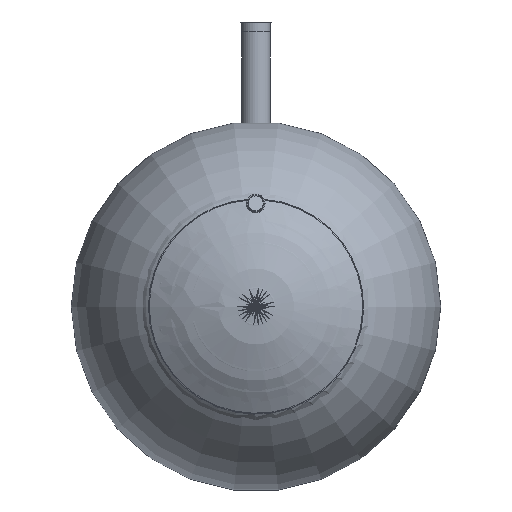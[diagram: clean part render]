
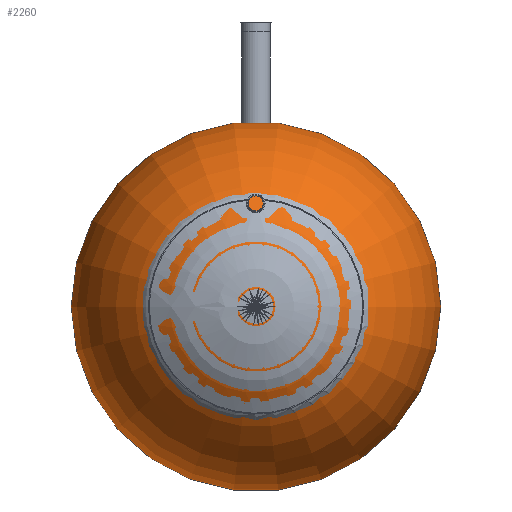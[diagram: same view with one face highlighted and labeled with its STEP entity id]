
A CAD part, front view. The second image highlights one B-rep face of the part: STEP entity #2260.
In plain terms, the highlighted toroidal (fillet/blend) face has major radius 2.49 mm and minor radius 1280 mm.
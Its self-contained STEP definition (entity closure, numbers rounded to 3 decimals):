
#330=VERTEX_LOOP('',#1406);
#332=DEGENERATE_TOROIDAL_SURFACE('',#2563,2.49,1280.,.T.);
#497=B_SPLINE_CURVE_WITH_KNOTS('',3,(#3800,#3801,#3802,#3803,#3804,#3805,
#3806,#3807,#3808,#3809,#3810,#3811,#3812,#3813,#3814,#3815,#3816,#3817,
#3818,#3819,#3820,#3821,#3822,#3823,#3824,#3825,#3826,#3827,#3828,#3829,
#3830,#3831,#3832,#3833,#3834,#3835),.UNSPECIFIED.,.F.,.F.,(4,1,1,1,1,1,
1,1,1,1,1,1,1,1,1,1,1,1,1,1,1,1,1,1,1,1,1,1,1,1,1,1,1,4),(0.,
0.015,0.023,0.031,0.038,
0.046,0.054,0.061,0.069,
0.076,0.084,0.092,0.096,
0.099,0.107,0.115,0.118,
0.122,0.13,0.138,0.145,
0.153,0.161,0.168,0.176,
0.183,0.191,0.199,0.206,
0.214,0.222,0.229,0.237,
0.245),.UNSPECIFIED.);
#513=ORIENTED_EDGE('',*,*,#1105,.F.);
#514=ORIENTED_EDGE('',*,*,#1106,.T.);
#1105=EDGE_CURVE('',#1404,#1405,#497,.T.);
#1106=EDGE_CURVE('',#1404,#1405,#1623,.T.);
#1404=VERTEX_POINT('',#3836);
#1405=VERTEX_POINT('',#3837);
#1406=VERTEX_POINT('',#3839);
#1623=CIRCLE('',#2564,736.783);
#1774=EDGE_LOOP('',(#513,#514));
#1986=FACE_BOUND('',#1774,.T.);
#1987=FACE_BOUND('',#330,.T.);
#2260=ADVANCED_FACE('',(#1986,#1987),#332,.F.);
#2563=AXIS2_PLACEMENT_3D('',#3799,#2888,#2889);
#2564=AXIS2_PLACEMENT_3D('',#3838,#2890,#2891);
#2888=DIRECTION('',(0.,0.,-1.));
#2889=DIRECTION('',(-1.,0.,0.));
#2890=DIRECTION('',(0.,0.,-1.));
#2891=DIRECTION('',(-1.,0.,0.));
#3799=CARTESIAN_POINT('',(2.497,0.,-997.188));
#3800=CARTESIAN_POINT('',(52.414,735.09,51.246));
#3801=CARTESIAN_POINT('',(54.268,731.081,53.959));
#3802=CARTESIAN_POINT('',(56.246,724.935,58.103));
#3803=CARTESIAN_POINT('',(57.436,716.516,63.745));
#3804=CARTESIAN_POINT('',(57.588,710.046,68.063));
#3805=CARTESIAN_POINT('',(56.986,703.66,72.308));
#3806=CARTESIAN_POINT('',(55.65,697.377,76.468));
#3807=CARTESIAN_POINT('',(53.543,691.165,80.564));
#3808=CARTESIAN_POINT('',(50.655,685.153,84.514));
#3809=CARTESIAN_POINT('',(47.056,679.523,88.2));
#3810=CARTESIAN_POINT('',(42.701,674.248,91.642));
#3811=CARTESIAN_POINT('',(37.489,669.362,94.82));
#3812=CARTESIAN_POINT('',(32.619,665.867,97.087));
#3813=CARTESIAN_POINT('',(28.383,663.422,98.671));
#3814=CARTESIAN_POINT('',(23.883,661.216,100.097));
#3815=CARTESIAN_POINT('',(18.002,659.049,101.497));
#3816=CARTESIAN_POINT('',(11.813,657.683,102.379));
#3817=CARTESIAN_POINT('',(6.638,657.107,102.75));
#3818=CARTESIAN_POINT('',(1.494,656.902,102.883));
#3819=CARTESIAN_POINT('',(-4.903,657.313,102.617));
#3820=CARTESIAN_POINT('',(-12.513,658.901,101.593));
#3821=CARTESIAN_POINT('',(-19.594,661.442,99.952));
#3822=CARTESIAN_POINT('',(-26.249,664.915,97.705));
#3823=CARTESIAN_POINT('',(-32.141,669.074,95.007));
#3824=CARTESIAN_POINT('',(-37.406,673.927,91.851));
#3825=CARTESIAN_POINT('',(-41.835,679.206,88.407));
#3826=CARTESIAN_POINT('',(-45.54,684.928,84.662));
#3827=CARTESIAN_POINT('',(-48.454,690.938,80.714));
#3828=CARTESIAN_POINT('',(-50.583,697.108,76.646));
#3829=CARTESIAN_POINT('',(-51.973,703.501,72.413));
#3830=CARTESIAN_POINT('',(-52.587,709.915,68.15));
#3831=CARTESIAN_POINT('',(-52.459,716.303,63.887));
#3832=CARTESIAN_POINT('',(-51.581,722.703,59.599));
#3833=CARTESIAN_POINT('',(-49.941,729.011,55.355));
#3834=CARTESIAN_POINT('',(-48.349,733.082,52.605));
#3835=CARTESIAN_POINT('',(-47.42,735.09,51.246));
#3836=CARTESIAN_POINT('',(52.414,735.09,51.246));
#3837=CARTESIAN_POINT('',(-47.42,735.09,51.246));
#3838=CARTESIAN_POINT('',(2.497,0.,51.246));
#3839=CARTESIAN_POINT('',(2.497,0.,282.809));
